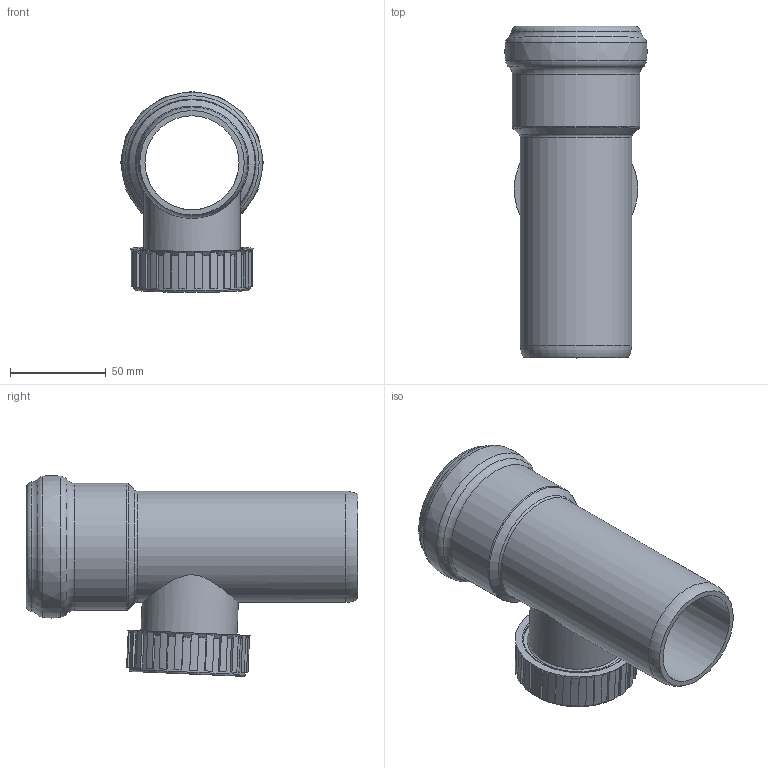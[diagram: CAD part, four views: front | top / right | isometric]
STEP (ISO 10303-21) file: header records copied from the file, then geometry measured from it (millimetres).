
FILE_DESCRIPTION(/* description */ (''),/* implementation_level */ '2;1');
FILE_NAME(/* name */ '332600 SKOLANsafeRE Reinigungsrohr DN_OD 58.stp',/* time_stamp */ '2018-01-09T09:10:25+01:00',/* author */ ('user1'),/* organization */ (''),/* preprocessor_version */ 'ST-DEVELOPER v16.1',/* originating_system */ 'Autodesk Inventor 2016',/* authorisation */ '');
FILE_SCHEMA (('AUTOMOTIVE_DESIGN { 1 0 10303 214 3 1 1 }'));
Length unit declared in the file: millimetre
Products named in the file (3): 332600 SKRE Reinigungsrohr DN_OD 58; 332600 SKRE Reinigungsrohr DN_OD 58 Deckel; 332600 SKOLANsafeRE Reinigungsrohr DN_OD 58
Assembly tree (2 placements, depth 2):
  332600 SKOLANsafeRE Reinigungsrohr DN_OD 58
    332600 SKRE Reinigungsrohr DN_OD 58
    332600 SKRE Reinigungsrohr DN_OD 58 Deckel
Bounding box: 74.4 x 173.3 x 104.83 mm (x, y, z)
Volume: 175053.9 mm3; surface area: 89376.8 mm2
Topology: 2 solids, 2 shells, 174 faces, 454 edges, 291 vertices
Faces by surface type: plane 91, cylinder 45, torus 25, cone 12, bspline 1
Full cylindrical faces by diameter (mm): 43.4 x1, 44.5 x1, 49.1 x1, 50.2 x1, 51.6 x1, 54 x1, 56 x1, 58.1 x1, 58.5 x1, 58.8 x1, 60.8 x1, 66.5 x1, 67.6 x1
Entity records: 5385 total; most frequent: CARTESIAN_POINT 1160, DIRECTION 898, ORIENTED_EDGE 816, EDGE_CURVE 408, AXIS2_PLACEMENT_3D 339, VERTEX_POINT 287, EDGE_LOOP 227, LINE 220
